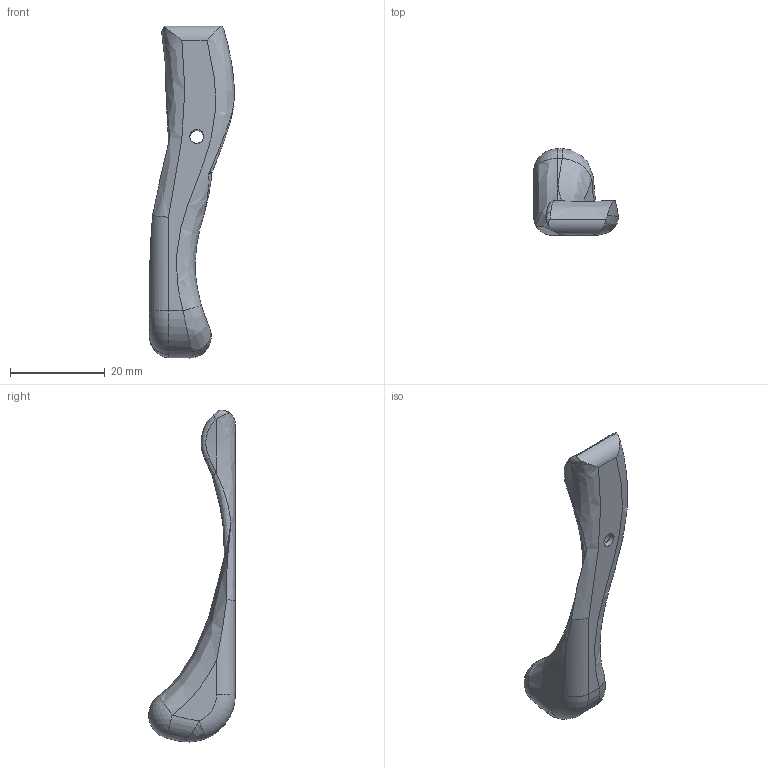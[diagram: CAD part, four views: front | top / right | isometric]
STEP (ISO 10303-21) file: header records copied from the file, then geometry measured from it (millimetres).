
FILE_DESCRIPTION(/* description */ (''),/* implementation_level */ '2;1');
FILE_NAME(/* name */ 'hook.step',/* time_stamp */ '2022-05-10T16:38:18+02:00',/* author */ (''),/* organization */ (''),/* preprocessor_version */ 'ST-DEVELOPER v18.1',/* originating_system */ 'Autodesk Translation Framework v10.14.0.1471',/* authorisation */ '');
FILE_SCHEMA (('AUTOMOTIVE_DESIGN { 1 0 10303 214 3 1 1 }'));
Length unit declared in the file: millimetre
Products named in the file (1): hook
Bounding box: 17.99 x 18.35 x 70.26 mm (x, y, z)
Volume: 5014.8 mm3; surface area: 2488.9 mm2
Topology: 1 solids, 1 shells, 43 faces, 106 edges, 63 vertices
Faces by surface type: bspline 32, cylinder 4, torus 4, plane 2, sphere 1
Entity records: 2709 total; most frequent: CARTESIAN_POINT 1897, ORIENTED_EDGE 208, EDGE_CURVE 104, DIRECTION 82, B_SPLINE_CURVE_WITH_KNOTS 72, VERTEX_POINT 63, EDGE_LOOP 45, FACE_OUTER_BOUND 43
